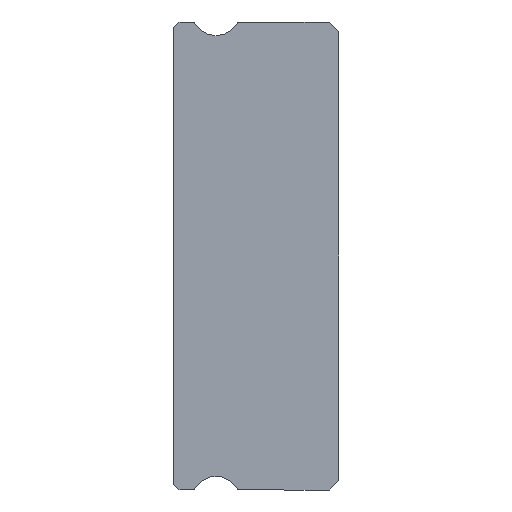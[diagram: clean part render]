
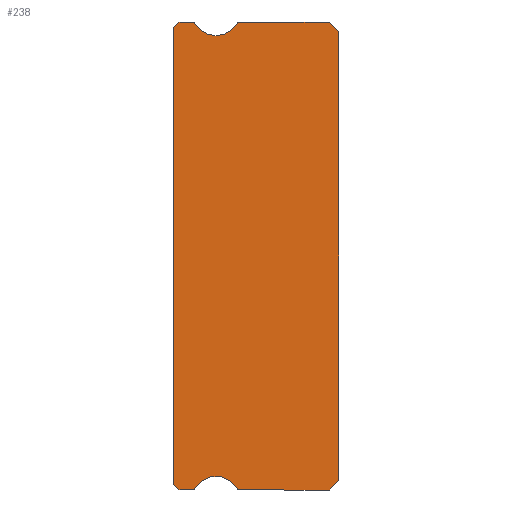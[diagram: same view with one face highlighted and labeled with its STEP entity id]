
A CAD part, left-side view. The second image highlights one B-rep face of the part: STEP entity #238.
In plain terms, the highlighted planar face has unit normal (-1, 0, 0).
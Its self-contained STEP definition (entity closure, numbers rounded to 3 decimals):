
#6 = VECTOR ( 'NONE', #4031, 1000. ) ;
#9 = DIRECTION ( 'NONE',  ( 0., 0., -1. ) ) ;
#10 = CIRCLE ( 'NONE', #1616, 1.25 ) ;
#93 = DIRECTION ( 'NONE',  ( 0., 1., 0. ) ) ;
#193 = VERTEX_POINT ( 'NONE', #3246 ) ;
#195 = VECTOR ( 'NONE', #3455, 1000. ) ;
#199 = DIRECTION ( 'NONE',  ( 0., -1., 0. ) ) ;
#238 = ADVANCED_FACE ( 'NONE', ( #2971 ), #3130, .F. ) ;
#272 = ORIENTED_EDGE ( 'NONE', *, *, #5419, .F. ) ;
#279 = DIRECTION ( 'NONE',  ( 0., 0., -1. ) ) ;
#320 = VERTEX_POINT ( 'NONE', #3473 ) ;
#413 = CARTESIAN_POINT ( 'NONE',  ( -10., 8.2, -12. ) ) ;
#439 = EDGE_CURVE ( 'NONE', #5437, #3288, #1253, .T. ) ;
#480 = DIRECTION ( 'NONE',  ( 1., 0., 0. ) ) ;
#580 = CARTESIAN_POINT ( 'NONE',  ( -10., 0., 11.5 ) ) ;
#607 = CARTESIAN_POINT ( 'NONE',  ( -10., 7.512, -12. ) ) ;
#677 = DIRECTION ( 'NONE',  ( 0., 0., 1. ) ) ;
#775 = CARTESIAN_POINT ( 'NONE',  ( -10., 8.2, 12. ) ) ;
#831 = ORIENTED_EDGE ( 'NONE', *, *, #5377, .F. ) ;
#842 = CARTESIAN_POINT ( 'NONE',  ( -10., 5.217, 11.925 ) ) ;
#853 = CARTESIAN_POINT ( 'NONE',  ( -10., 7.383, 11.925 ) ) ;
#963 = CARTESIAN_POINT ( 'NONE',  ( -10., 5.088, 11.85 ) ) ;
#994 = EDGE_CURVE ( 'NONE', #320, #5437, #4020, .T. ) ;
#1014 = DIRECTION ( 'NONE',  ( 0., 0., 1. ) ) ;
#1022 = DIRECTION ( 'NONE',  ( -1., 0., 0. ) ) ;
#1026 = LINE ( 'NONE', #3440, #3987 ) ;
#1071 = VERTEX_POINT ( 'NONE', #2973 ) ;
#1247 = DIRECTION ( 'NONE',  ( 0., 0.707, -0.707 ) ) ;
#1253 = CIRCLE ( 'NONE', #1659, 0.15 ) ;
#1341 = VERTEX_POINT ( 'NONE', #2910 ) ;
#1387 = EDGE_CURVE ( 'NONE', #1341, #3186, #2159, .T. ) ;
#1413 = CIRCLE ( 'NONE', #2864, 1.25 ) ;
#1417 = CIRCLE ( 'NONE', #2445, 0.15 ) ;
#1458 = ORIENTED_EDGE ( 'NONE', *, *, #3313, .F. ) ;
#1463 = CARTESIAN_POINT ( 'NONE',  ( -10., 8.2, -12. ) ) ;
#1476 = CARTESIAN_POINT ( 'NONE',  ( -10., 8.5, -11.7 ) ) ;
#1598 = CARTESIAN_POINT ( 'NONE',  ( -10., 7.512, 11.85 ) ) ;
#1601 = DIRECTION ( 'NONE',  ( 1., 0., 0. ) ) ;
#1615 = CARTESIAN_POINT ( 'NONE',  ( -10., 8.5, 11.85 ) ) ;
#1616 = AXIS2_PLACEMENT_3D ( 'NONE', #3498, #1022, #4972 ) ;
#1659 = AXIS2_PLACEMENT_3D ( 'NONE', #2774, #6143, #279 ) ;
#1691 = VERTEX_POINT ( 'NONE', #2059 ) ;
#1761 = VECTOR ( 'NONE', #199, 1000. ) ;
#1784 = ORIENTED_EDGE ( 'NONE', *, *, #4912, .T. ) ;
#1789 = ORIENTED_EDGE ( 'NONE', *, *, #5742, .T. ) ;
#1803 = ORIENTED_EDGE ( 'NONE', *, *, #6099, .F. ) ;
#1847 = VERTEX_POINT ( 'NONE', #1476 ) ;
#1864 = ORIENTED_EDGE ( 'NONE', *, *, #994, .F. ) ;
#1866 = VECTOR ( 'NONE', #677, 1000. ) ;
#1960 = CARTESIAN_POINT ( 'NONE',  ( -10., 7.512, 12. ) ) ;
#2021 = DIRECTION ( 'NONE',  ( 1., 0., 0. ) ) ;
#2026 = DIRECTION ( 'NONE',  ( 0., -0.707, -0.707 ) ) ;
#2047 = LINE ( 'NONE', #1960, #3495 ) ;
#2059 = CARTESIAN_POINT ( 'NONE',  ( -10., 5.088, -12. ) ) ;
#2104 = LINE ( 'NONE', #1615, #1866 ) ;
#2134 = ORIENTED_EDGE ( 'NONE', *, *, #439, .F. ) ;
#2159 = CIRCLE ( 'NONE', #5781, 0.15 ) ;
#2343 = CIRCLE ( 'NONE', #2450, 0.15 ) ;
#2382 = VERTEX_POINT ( 'NONE', #5997 ) ;
#2434 = ORIENTED_EDGE ( 'NONE', *, *, #3703, .F. ) ;
#2445 = AXIS2_PLACEMENT_3D ( 'NONE', #963, #3036, #4006 ) ;
#2450 = AXIS2_PLACEMENT_3D ( 'NONE', #4035, #2021, #6012 ) ;
#2481 = DIRECTION ( 'NONE',  ( -1., 0., 0. ) ) ;
#2517 = LINE ( 'NONE', #4495, #6045 ) ;
#2532 = VERTEX_POINT ( 'NONE', #3251 ) ;
#2629 = VERTEX_POINT ( 'NONE', #4220 ) ;
#2774 = CARTESIAN_POINT ( 'NONE',  ( -10., 7.512, -11.85 ) ) ;
#2864 = AXIS2_PLACEMENT_3D ( 'NONE', #3000, #2481, #4463 ) ;
#2910 = CARTESIAN_POINT ( 'NONE',  ( -10., 7.512, 12. ) ) ;
#2971 = FACE_OUTER_BOUND ( 'NONE', #5406, .T. ) ;
#2973 = CARTESIAN_POINT ( 'NONE',  ( -10., 5.088, 12. ) ) ;
#2994 = ORIENTED_EDGE ( 'NONE', *, *, #5748, .T. ) ;
#3000 = CARTESIAN_POINT ( 'NONE',  ( -10., 6.3, 12.55 ) ) ;
#3036 = DIRECTION ( 'NONE',  ( 1., 0., 0. ) ) ;
#3063 = CARTESIAN_POINT ( 'NONE',  ( -10., 0., 11.5 ) ) ;
#3098 = CARTESIAN_POINT ( 'NONE',  ( -10., 8.5, 11.7 ) ) ;
#3130 = PLANE ( 'NONE',  #5817 ) ;
#3134 = CARTESIAN_POINT ( 'NONE',  ( -10., 7.512, 11.85 ) ) ;
#3186 = VERTEX_POINT ( 'NONE', #853 ) ;
#3246 = CARTESIAN_POINT ( 'NONE',  ( -10., 8.5, 11.7 ) ) ;
#3251 = CARTESIAN_POINT ( 'NONE',  ( -10., 0.5, 12. ) ) ;
#3288 = VERTEX_POINT ( 'NONE', #3534 ) ;
#3313 = EDGE_CURVE ( 'NONE', #2532, #3735, #1026, .T. ) ;
#3384 = VERTEX_POINT ( 'NONE', #3666 ) ;
#3440 = CARTESIAN_POINT ( 'NONE',  ( -10., 0.5, 12. ) ) ;
#3455 = DIRECTION ( 'NONE',  ( 0., -0.707, -0.707 ) ) ;
#3473 = CARTESIAN_POINT ( 'NONE',  ( -10., 5.217, -11.925 ) ) ;
#3495 = VECTOR ( 'NONE', #3951, 1000. ) ;
#3498 = CARTESIAN_POINT ( 'NONE',  ( -10., 6.3, 12.55 ) ) ;
#3534 = CARTESIAN_POINT ( 'NONE',  ( -10., 7.512, -12. ) ) ;
#3558 = ORIENTED_EDGE ( 'NONE', *, *, #6025, .T. ) ;
#3574 = VERTEX_POINT ( 'NONE', #413 ) ;
#3615 = VERTEX_POINT ( 'NONE', #842 ) ;
#3666 = CARTESIAN_POINT ( 'NONE',  ( -10., 0., -11.5 ) ) ;
#3703 = EDGE_CURVE ( 'NONE', #2382, #1691, #2517, .T. ) ;
#3735 = VERTEX_POINT ( 'NONE', #3063 ) ;
#3897 = CARTESIAN_POINT ( 'NONE',  ( -10., 6.3, -12.55 ) ) ;
#3934 = LINE ( 'NONE', #1463, #195 ) ;
#3951 = DIRECTION ( 'NONE',  ( 0., -1., 0. ) ) ;
#3987 = VECTOR ( 'NONE', #2026, 1000. ) ;
#4006 = DIRECTION ( 'NONE',  ( 0., 0., -1. ) ) ;
#4020 = CIRCLE ( 'NONE', #4948, 1.25 ) ;
#4031 = DIRECTION ( 'NONE',  ( 0., 0.707, -0.707 ) ) ;
#4035 = CARTESIAN_POINT ( 'NONE',  ( -10., 5.088, -11.85 ) ) ;
#4124 = ORIENTED_EDGE ( 'NONE', *, *, #5106, .F. ) ;
#4220 = CARTESIAN_POINT ( 'NONE',  ( -10., 8.2, 12. ) ) ;
#4225 = LINE ( 'NONE', #775, #5442 ) ;
#4393 = LINE ( 'NONE', #6004, #6 ) ;
#4463 = DIRECTION ( 'NONE',  ( 0., 0., -1. ) ) ;
#4495 = CARTESIAN_POINT ( 'NONE',  ( -10., 7.512, -12. ) ) ;
#4499 = LINE ( 'NONE', #3098, #4717 ) ;
#4703 = CARTESIAN_POINT ( 'NONE',  ( -10., 6.3, 11.3 ) ) ;
#4717 = VECTOR ( 'NONE', #1247, 1000. ) ;
#4907 = EDGE_CURVE ( 'NONE', #5945, #3615, #1413, .T. ) ;
#4912 = EDGE_CURVE ( 'NONE', #2629, #193, #4499, .T. ) ;
#4948 = AXIS2_PLACEMENT_3D ( 'NONE', #3897, #6321, #9 ) ;
#4959 = LINE ( 'NONE', #580, #6064 ) ;
#4972 = DIRECTION ( 'NONE',  ( 0., 0., -1. ) ) ;
#5032 = DIRECTION ( 'NONE',  ( 0., 0., -1. ) ) ;
#5079 = ORIENTED_EDGE ( 'NONE', *, *, #4907, .F. ) ;
#5106 = EDGE_CURVE ( 'NONE', #3384, #2382, #4393, .T. ) ;
#5226 = EDGE_CURVE ( 'NONE', #3615, #1071, #1417, .T. ) ;
#5303 = EDGE_CURVE ( 'NONE', #1341, #2629, #4225, .T. ) ;
#5377 = EDGE_CURVE ( 'NONE', #1071, #2532, #2047, .T. ) ;
#5398 = EDGE_CURVE ( 'NONE', #1691, #320, #2343, .T. ) ;
#5406 = EDGE_LOOP ( 'NONE', ( #1803, #1789, #3558, #2134, #1864, #6065, #2434, #4124, #2994, #1458, #831, #6046, #5079, #272, #5965, #6270, #1784 ) ) ;
#5419 = EDGE_CURVE ( 'NONE', #3186, #5945, #10, .T. ) ;
#5428 = DIRECTION ( 'NONE',  ( 0., 0., -1. ) ) ;
#5437 = VERTEX_POINT ( 'NONE', #6082 ) ;
#5442 = VECTOR ( 'NONE', #6204, 1000. ) ;
#5606 = LINE ( 'NONE', #607, #1761 ) ;
#5742 = EDGE_CURVE ( 'NONE', #1847, #3574, #3934, .T. ) ;
#5748 = EDGE_CURVE ( 'NONE', #3384, #3735, #4959, .T. ) ;
#5781 = AXIS2_PLACEMENT_3D ( 'NONE', #3134, #1601, #5032 ) ;
#5817 = AXIS2_PLACEMENT_3D ( 'NONE', #1598, #480, #5428 ) ;
#5945 = VERTEX_POINT ( 'NONE', #4703 ) ;
#5965 = ORIENTED_EDGE ( 'NONE', *, *, #1387, .F. ) ;
#5997 = CARTESIAN_POINT ( 'NONE',  ( -10., 0.5, -12. ) ) ;
#6004 = CARTESIAN_POINT ( 'NONE',  ( -10., 0., -11.5 ) ) ;
#6012 = DIRECTION ( 'NONE',  ( 0., 0., -1. ) ) ;
#6025 = EDGE_CURVE ( 'NONE', #3574, #3288, #5606, .T. ) ;
#6045 = VECTOR ( 'NONE', #93, 1000. ) ;
#6046 = ORIENTED_EDGE ( 'NONE', *, *, #5226, .F. ) ;
#6064 = VECTOR ( 'NONE', #1014, 1000. ) ;
#6065 = ORIENTED_EDGE ( 'NONE', *, *, #5398, .F. ) ;
#6082 = CARTESIAN_POINT ( 'NONE',  ( -10., 7.383, -11.925 ) ) ;
#6099 = EDGE_CURVE ( 'NONE', #1847, #193, #2104, .T. ) ;
#6143 = DIRECTION ( 'NONE',  ( 1., 0., 0. ) ) ;
#6204 = DIRECTION ( 'NONE',  ( 0., 1., 0. ) ) ;
#6270 = ORIENTED_EDGE ( 'NONE', *, *, #5303, .T. ) ;
#6321 = DIRECTION ( 'NONE',  ( -1., 0., 0. ) ) ;
